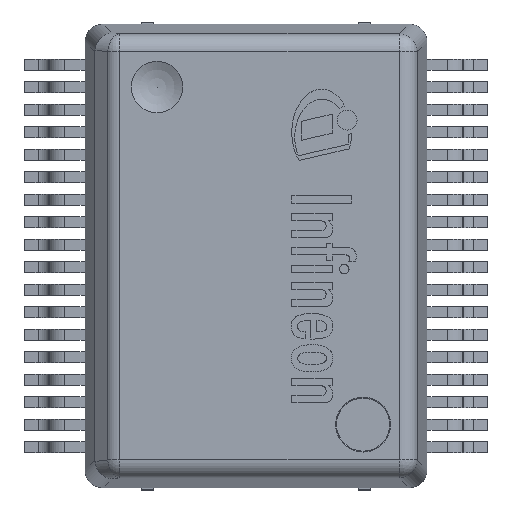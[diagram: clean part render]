
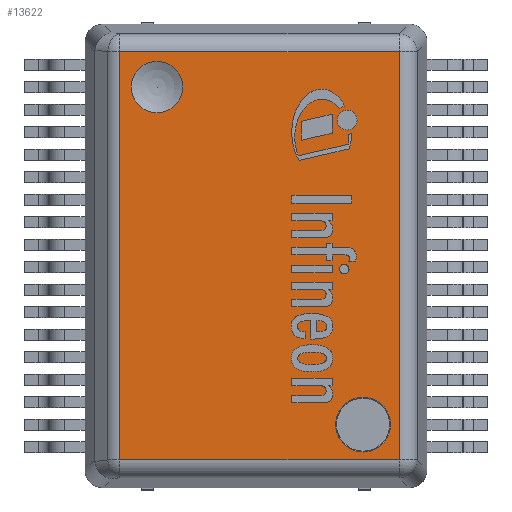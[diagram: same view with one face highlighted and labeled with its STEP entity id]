
A CAD part, top view. The second image highlights one B-rep face of the part: STEP entity #13622.
In plain terms, the highlighted planar face has unit normal (0, 0, 1).
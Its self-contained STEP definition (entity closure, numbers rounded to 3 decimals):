
#124=FACE_BOUND('',#1521,.T.);
#125=FACE_BOUND('',#1522,.T.);
#709=FACE_OUTER_BOUND('',#1520,.T.);
#1520=EDGE_LOOP('',(#10073,#10074,#10075,#10076));
#1521=EDGE_LOOP('',(#10077));
#1522=EDGE_LOOP('',(#10078));
#2426=LINE('',#21149,#3858);
#2427=LINE('',#21151,#3859);
#2428=LINE('',#21153,#3860);
#2429=LINE('',#21154,#3861);
#3858=VECTOR('',#16960,1.);
#3859=VECTOR('',#16961,1.);
#3860=VECTOR('',#16962,1.);
#3861=VECTOR('',#16963,1.);
#5204=CIRCLE('',#14739,0.61);
#5206=CIRCLE('',#14743,0.572);
#5914=VERTEX_POINT('',#21141);
#5916=VERTEX_POINT('',#21147);
#5917=VERTEX_POINT('',#21148);
#5918=VERTEX_POINT('',#21150);
#5919=VERTEX_POINT('',#21152);
#5920=VERTEX_POINT('',#21155);
#7455=EDGE_CURVE('',#5914,#5914,#5204,.T.);
#7457=EDGE_CURVE('',#5916,#5917,#2426,.T.);
#7458=EDGE_CURVE('',#5918,#5916,#2427,.T.);
#7459=EDGE_CURVE('',#5919,#5918,#2428,.T.);
#7460=EDGE_CURVE('',#5917,#5919,#2429,.T.);
#7461=EDGE_CURVE('',#5920,#5920,#5206,.T.);
#10073=ORIENTED_EDGE('',*,*,#7457,.F.);
#10074=ORIENTED_EDGE('',*,*,#7458,.F.);
#10075=ORIENTED_EDGE('',*,*,#7459,.F.);
#10076=ORIENTED_EDGE('',*,*,#7460,.F.);
#10077=ORIENTED_EDGE('',*,*,#7461,.T.);
#10078=ORIENTED_EDGE('',*,*,#7455,.F.);
#12987=PLANE('',#14742);
#13622=ADVANCED_FACE('',(#709,#124,#125),#12987,.T.);
#14739=AXIS2_PLACEMENT_3D('',#21142,#16952,#16953);
#14742=AXIS2_PLACEMENT_3D('',#21146,#16958,#16959);
#14743=AXIS2_PLACEMENT_3D('',#21156,#16964,#16965);
#16952=DIRECTION('center_axis',(0.,0.,1.));
#16953=DIRECTION('ref_axis',(0.,-1.,0.));
#16958=DIRECTION('center_axis',(0.,0.,1.));
#16959=DIRECTION('ref_axis',(0.,-1.,0.));
#16960=DIRECTION('',(0.,1.,0.));
#16961=DIRECTION('',(-1.,0.,0.));
#16962=DIRECTION('',(0.,-1.,0.));
#16963=DIRECTION('',(1.,0.,0.));
#16964=DIRECTION('center_axis',(0.,0.,-1.));
#16965=DIRECTION('ref_axis',(0.,-1.,0.));
#21141=CARTESIAN_POINT('',(2.38,-3.14,2.5));
#21142=CARTESIAN_POINT('Origin',(2.38,-3.75,2.5));
#21146=CARTESIAN_POINT('Origin',(-3.183,5.15,2.5));
#21147=CARTESIAN_POINT('',(-3.033,-4.535,2.5));
#21148=CARTESIAN_POINT('',(-3.033,4.535,2.5));
#21149=CARTESIAN_POINT('',(-3.033,5.15,2.5));
#21150=CARTESIAN_POINT('',(3.185,-4.535,2.5));
#21151=CARTESIAN_POINT('',(-3.591,-4.535,2.5));
#21152=CARTESIAN_POINT('',(3.185,4.535,2.5));
#21153=CARTESIAN_POINT('',(3.185,5.15,2.5));
#21154=CARTESIAN_POINT('',(-3.591,4.535,2.5));
#21155=CARTESIAN_POINT('',(-2.2,4.322,2.5));
#21156=CARTESIAN_POINT('Origin',(-2.2,3.75,2.5));
